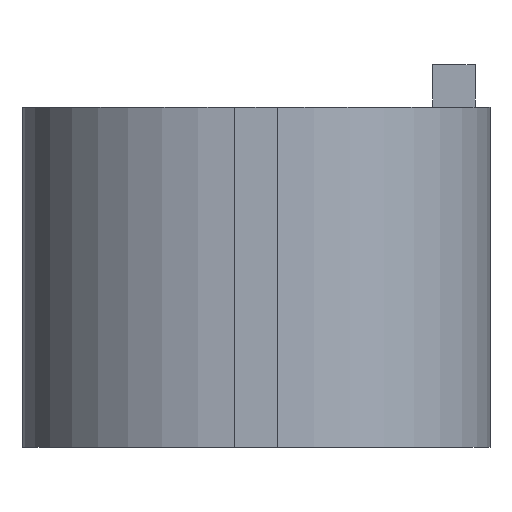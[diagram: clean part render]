
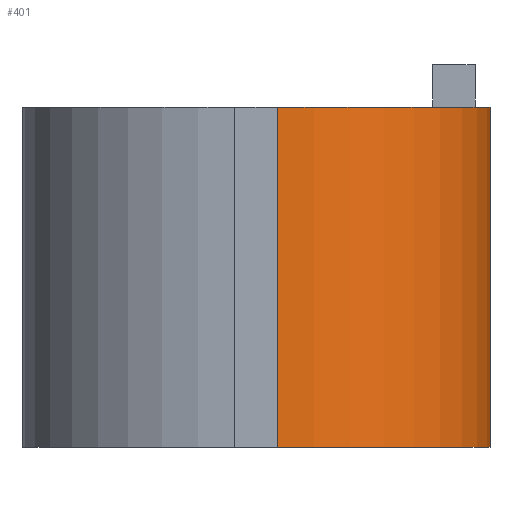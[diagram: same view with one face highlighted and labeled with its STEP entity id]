
A CAD part, front view. The second image highlights one B-rep face of the part: STEP entity #401.
In plain terms, the highlighted cylindrical face has radius 4.999 mm (diameter 9.998 mm), a partial arc.
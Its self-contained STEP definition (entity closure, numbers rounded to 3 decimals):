
#16=CYLINDRICAL_SURFACE('',#447,4.999);
#38=CIRCLE('',#440,4.999);
#43=CIRCLE('',#448,4.999);
#63=FACE_OUTER_BOUND('',#91,.T.);
#91=EDGE_LOOP('',(#314,#315,#316,#317));
#129=LINE('',#650,#163);
#133=LINE('',#661,#167);
#163=VECTOR('',#521,1.);
#167=VECTOR('',#533,1.);
#189=VERTEX_POINT('',#626);
#196=VERTEX_POINT('',#639);
#200=VERTEX_POINT('',#649);
#203=VERTEX_POINT('',#659);
#236=EDGE_CURVE('',#196,#189,#38,.T.);
#240=EDGE_CURVE('',#200,#189,#129,.T.);
#245=EDGE_CURVE('',#203,#200,#43,.T.);
#246=EDGE_CURVE('',#203,#196,#133,.T.);
#314=ORIENTED_EDGE('',*,*,#245,.T.);
#315=ORIENTED_EDGE('',*,*,#240,.T.);
#316=ORIENTED_EDGE('',*,*,#236,.F.);
#317=ORIENTED_EDGE('',*,*,#246,.F.);
#401=ADVANCED_FACE('',(#63),#16,.T.);
#440=AXIS2_PLACEMENT_3D('',#641,#511,#512);
#447=AXIS2_PLACEMENT_3D('',#658,#529,#530);
#448=AXIS2_PLACEMENT_3D('',#660,#531,#532);
#511=DIRECTION('center_axis',(0.,0.,1.));
#512=DIRECTION('ref_axis',(0.,-1.,0.));
#521=DIRECTION('',(0.,0.,1.));
#529=DIRECTION('center_axis',(0.,0.,1.));
#530=DIRECTION('ref_axis',(0.,-1.,0.));
#531=DIRECTION('center_axis',(0.,0.,1.));
#532=DIRECTION('ref_axis',(0.,-1.,0.));
#533=DIRECTION('',(0.,0.,1.));
#626=CARTESIAN_POINT('',(5.5,-18.501,0.));
#639=CARTESIAN_POINT('',(0.501,-23.5,0.));
#641=CARTESIAN_POINT('Origin',(0.501,-18.501,0.));
#649=CARTESIAN_POINT('',(5.5,-18.501,-8.));
#650=CARTESIAN_POINT('',(5.5,-18.501,-8.));
#658=CARTESIAN_POINT('Origin',(0.501,-18.501,-8.));
#659=CARTESIAN_POINT('',(0.501,-23.5,-8.));
#660=CARTESIAN_POINT('Origin',(0.501,-18.501,-8.));
#661=CARTESIAN_POINT('',(0.501,-23.5,-8.));
